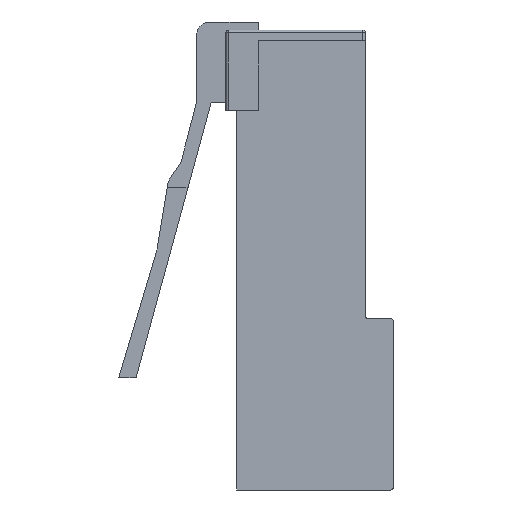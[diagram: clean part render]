
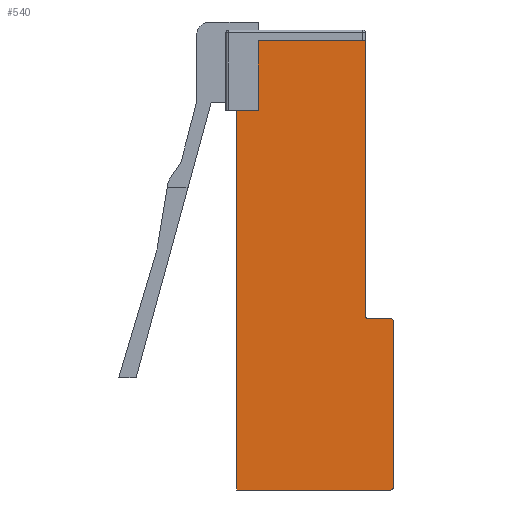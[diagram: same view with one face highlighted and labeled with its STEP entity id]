
A CAD part, left-side view. The second image highlights one B-rep face of the part: STEP entity #540.
In plain terms, the highlighted planar face has unit normal (-1, 0, 0).
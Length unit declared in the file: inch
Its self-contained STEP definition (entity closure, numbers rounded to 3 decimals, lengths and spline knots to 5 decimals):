
#45 = ORIENTED_EDGE ( 'NONE', *, *, #1344, .T. ) ;
#73 = CARTESIAN_POINT ( 'NONE',  ( -0.21, 0.125, 0.005 ) ) ;
#85 = EDGE_CURVE ( 'NONE', #2669, #134, #4941, .T. ) ;
#106 = VERTEX_POINT ( 'NONE', #9357 ) ;
#134 = VERTEX_POINT ( 'NONE', #2837 ) ;
#135 = CARTESIAN_POINT ( 'NONE',  ( -0.21, 0.13, 0. ) ) ;
#234 = VECTOR ( 'NONE', #7338, 39.37008 ) ;
#243 = DIRECTION ( 'NONE',  ( 0., -1., 0. ) ) ;
#452 = VECTOR ( 'NONE', #6844, 39.37008 ) ;
#540 = ADVANCED_FACE ( 'NONE', ( #8522 ), #5553, .T. ) ;
#989 = VECTOR ( 'NONE', #5720, 39.37008 ) ;
#1014 = EDGE_CURVE ( 'NONE', #134, #1147, #7298, .T. ) ;
#1147 = VERTEX_POINT ( 'NONE', #4867 ) ;
#1184 = VERTEX_POINT ( 'NONE', #4048 ) ;
#1288 = CARTESIAN_POINT ( 'NONE',  ( -0.21, -0.182, 0.005 ) ) ;
#1344 = EDGE_CURVE ( 'NONE', #2151, #7224, #5993, .T. ) ;
#1507 = DIRECTION ( 'NONE',  ( 0., 0., 1. ) ) ;
#1561 = CARTESIAN_POINT ( 'NONE',  ( -0.21, -0.182, 0.32008 ) ) ;
#1609 = DIRECTION ( 'NONE',  ( 0., 1., 0. ) ) ;
#1876 = ORIENTED_EDGE ( 'NONE', *, *, #2348, .T. ) ;
#2151 = VERTEX_POINT ( 'NONE', #6378 ) ;
#2336 = CARTESIAN_POINT ( 'NONE',  ( -0.21, 0.07, 0.708 ) ) ;
#2348 = EDGE_CURVE ( 'NONE', #3936, #1184, #8678, .T. ) ;
#2566 = VECTOR ( 'NONE', #8721, 39.37008 ) ;
#2669 = VERTEX_POINT ( 'NONE', #6917 ) ;
#2734 = CARTESIAN_POINT ( 'NONE',  ( -0.21, -0.13, 0.005 ) ) ;
#2837 = CARTESIAN_POINT ( 'NONE',  ( -0.21, -0.13, 0.838 ) ) ;
#2860 = CIRCLE ( 'NONE', #9191, 0.005 ) ;
#3044 = CARTESIAN_POINT ( 'NONE',  ( -0.21, 0.07, 0.005 ) ) ;
#3273 = DIRECTION ( 'NONE',  ( 1., 0., 0. ) ) ;
#3378 = ORIENTED_EDGE ( 'NONE', *, *, #4962, .T. ) ;
#3421 = DIRECTION ( 'NONE',  ( 0., 1., 0. ) ) ;
#3533 = ORIENTED_EDGE ( 'NONE', *, *, #4446, .T. ) ;
#3748 = AXIS2_PLACEMENT_3D ( 'NONE', #6590, #9867, #3421 ) ;
#3936 = VERTEX_POINT ( 'NONE', #2336 ) ;
#3965 = VECTOR ( 'NONE', #1507, 39.37008 ) ;
#4048 = CARTESIAN_POINT ( 'NONE',  ( -0.21, 0.11, 0.708 ) ) ;
#4173 = CARTESIAN_POINT ( 'NONE',  ( -0.21, -0.177, 0.31508 ) ) ;
#4202 = ORIENTED_EDGE ( 'NONE', *, *, #85, .T. ) ;
#4335 = CARTESIAN_POINT ( 'NONE',  ( -0.21, -0.135, 0.32008 ) ) ;
#4446 = EDGE_CURVE ( 'NONE', #6168, #10286, #4784, .T. ) ;
#4586 = CARTESIAN_POINT ( 'NONE',  ( -0.21, -0.182, 0.31508 ) ) ;
#4784 = CIRCLE ( 'NONE', #3748, 0.005 ) ;
#4867 = CARTESIAN_POINT ( 'NONE',  ( -0.21, 0.07, 0.838 ) ) ;
#4870 = VECTOR ( 'NONE', #5086, 39.37008 ) ;
#4941 = LINE ( 'NONE', #2734, #452 ) ;
#4962 = EDGE_CURVE ( 'NONE', #7224, #2669, #2860, .T. ) ;
#5086 = DIRECTION ( 'NONE',  ( 0., 1., 0. ) ) ;
#5101 = LINE ( 'NONE', #135, #989 ) ;
#5102 = EDGE_CURVE ( 'NONE', #2151, #9246, #9967, .T. ) ;
#5160 = CARTESIAN_POINT ( 'NONE',  ( -0.21, 0.07, 0.708 ) ) ;
#5532 = AXIS2_PLACEMENT_3D ( 'NONE', #73, #7303, #5658 ) ;
#5553 = PLANE ( 'NONE',  #5532 ) ;
#5658 = DIRECTION ( 'NONE',  ( 0., 0., 1. ) ) ;
#5720 = DIRECTION ( 'NONE',  ( 0., -1., 0. ) ) ;
#5752 = EDGE_LOOP ( 'NONE', ( #8679, #10070, #1876, #6742, #9561, #3533, #8175, #8101, #45, #3378, #4202 ) ) ;
#5901 = DIRECTION ( 'NONE',  ( 1., 0., 0. ) ) ;
#5913 = EDGE_CURVE ( 'NONE', #10286, #9246, #9316, .T. ) ;
#5993 = LINE ( 'NONE', #1561, #234 ) ;
#6168 = VERTEX_POINT ( 'NONE', #8950 ) ;
#6294 = EDGE_CURVE ( 'NONE', #106, #6168, #5101, .T. ) ;
#6378 = CARTESIAN_POINT ( 'NONE',  ( -0.21, -0.177, 0.32008 ) ) ;
#6383 = EDGE_CURVE ( 'NONE', #106, #1184, #7739, .T. ) ;
#6472 = CARTESIAN_POINT ( 'NONE',  ( -0.21, -0.135, 0.32508 ) ) ;
#6590 = CARTESIAN_POINT ( 'NONE',  ( -0.21, -0.177, 0.005 ) ) ;
#6742 = ORIENTED_EDGE ( 'NONE', *, *, #6383, .F. ) ;
#6844 = DIRECTION ( 'NONE',  ( 0., 0., 1. ) ) ;
#6917 = CARTESIAN_POINT ( 'NONE',  ( -0.21, -0.13, 0.32508 ) ) ;
#7104 = CARTESIAN_POINT ( 'NONE',  ( -0.21, 0.11, 0.708 ) ) ;
#7224 = VERTEX_POINT ( 'NONE', #4335 ) ;
#7298 = LINE ( 'NONE', #10416, #7785 ) ;
#7303 = DIRECTION ( 'NONE',  ( -1., 0., 0. ) ) ;
#7338 = DIRECTION ( 'NONE',  ( 0., 1., 0. ) ) ;
#7739 = LINE ( 'NONE', #7104, #3965 ) ;
#7785 = VECTOR ( 'NONE', #1609, 39.37008 ) ;
#8101 = ORIENTED_EDGE ( 'NONE', *, *, #5102, .F. ) ;
#8175 = ORIENTED_EDGE ( 'NONE', *, *, #5913, .T. ) ;
#8516 = LINE ( 'NONE', #3044, #2566 ) ;
#8522 = FACE_OUTER_BOUND ( 'NONE', #5752, .T. ) ;
#8559 = EDGE_CURVE ( 'NONE', #1147, #3936, #8516, .T. ) ;
#8678 = LINE ( 'NONE', #5160, #4870 ) ;
#8679 = ORIENTED_EDGE ( 'NONE', *, *, #1014, .T. ) ;
#8721 = DIRECTION ( 'NONE',  ( 0., 0., -1. ) ) ;
#8950 = CARTESIAN_POINT ( 'NONE',  ( -0.21, -0.177, 0. ) ) ;
#9191 = AXIS2_PLACEMENT_3D ( 'NONE', #6472, #3273, #9643 ) ;
#9246 = VERTEX_POINT ( 'NONE', #4586 ) ;
#9316 = LINE ( 'NONE', #1288, #10097 ) ;
#9357 = CARTESIAN_POINT ( 'NONE',  ( -0.21, 0.11, 0. ) ) ;
#9561 = ORIENTED_EDGE ( 'NONE', *, *, #6294, .T. ) ;
#9643 = DIRECTION ( 'NONE',  ( 0., 1., 0. ) ) ;
#9867 = DIRECTION ( 'NONE',  ( -1., 0., 0. ) ) ;
#9967 = CIRCLE ( 'NONE', #10420, 0.005 ) ;
#10070 = ORIENTED_EDGE ( 'NONE', *, *, #8559, .T. ) ;
#10087 = DIRECTION ( 'NONE',  ( 0., 0., 1. ) ) ;
#10097 = VECTOR ( 'NONE', #10087, 39.37008 ) ;
#10202 = CARTESIAN_POINT ( 'NONE',  ( -0.21, -0.182, 0.005 ) ) ;
#10286 = VERTEX_POINT ( 'NONE', #10202 ) ;
#10416 = CARTESIAN_POINT ( 'NONE',  ( -0.21, 0.125, 0.838 ) ) ;
#10420 = AXIS2_PLACEMENT_3D ( 'NONE', #4173, #5901, #243 ) ;
